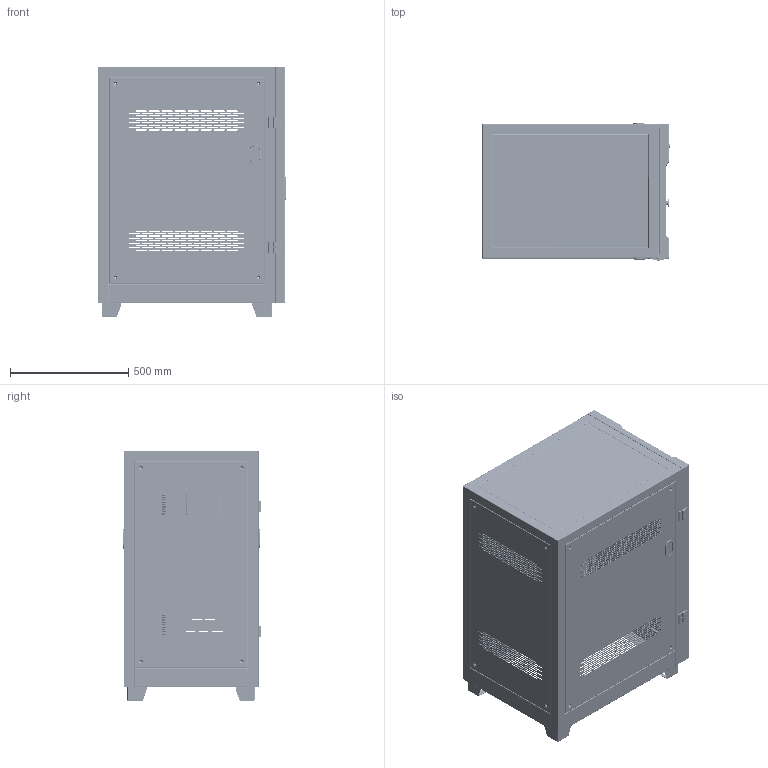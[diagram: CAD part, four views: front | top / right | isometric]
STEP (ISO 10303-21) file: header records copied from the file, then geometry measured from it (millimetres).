
FILE_DESCRIPTION(/* description */ (''),/* implementation_level */ '2;1');
FILE_NAME(/* name */ 'SBW-10~30KVA三维图-202508.stp',/* time_stamp */ '2025-08-21T10:45:58+08:00',/* author */ (''),/* organization */ (''),/* preprocessor_version */ 'ST-DEVELOPER v20',/* originating_system */ 'SIEMENS PLM Software NX2312.1700',/* authorisation */ '');
FILE_SCHEMA (('AUTOMOTIVE_DESIGN { 1 0 10303 214 3 1 1 1 }'));
Products named in the file (16): SBW铰链; SBW-10~30K后板267; SBW10~30K铁底脚268; SBW-10~30K显示板269; SBW-10~30K架子270; SBW-10~30K顶盖板271; DBW门锁272; SBW-10~30K左侧板273; SBW-10~30K右侧板274; SBW-10~30K按钮275; SBW-10~30K橡皮圈276; 铰链277; SBW10-30K门板; SBW10~30K铁底脚2_step; SBW铰链轴装配; SBW-10~30KVA三维图-202507_stp
Assembly tree (21 placements, depth 3):
  SBW-10~30KVA三维图-202507_stp
    SBW10~30K铁底脚2_step  x2
    SBW铰链轴装配  x2
      SBW铰链
    SBW10-30K门板
    铰链277  x2
    SBW-10~30K橡皮圈276  x2
    SBW-10~30K按钮275
    SBW-10~30K右侧板274
    SBW-10~30K左侧板273
    DBW门锁272
    SBW-10~30K顶盖板271
    SBW-10~30K架子270
    SBW-10~30K显示板269
    SBW10~30K铁底脚268  x2
    SBW-10~30K后板267
Bounding box: 795 x 585.58 x 1060 mm (x, y, z)
Volume: 5511258 mm3; surface area: 8567328.7 mm2
Topology: 33 solids, 33 shells, 5093 faces, 13757 edges, 8662 vertices
Faces by surface type: plane 2014, cylinder 1863, torus 942, bspline 110, sphere 104, cone 48, extrusion 12
Full cylindrical faces by diameter (mm): 3 x4, 4 x2, 5 x3, 5.5 x4, 5.92 x164, 6.25 x2, 6.5 x8, 10 x8
Entity records: 131190 total; most frequent: CARTESIAN_POINT 27612, ORIENTED_EDGE 20196, DIRECTION 19961, EDGE_CURVE 10098, AXIS2_PLACEMENT_3D 6797, VERTEX_POINT 6455, VECTOR 6367, LINE 6355
